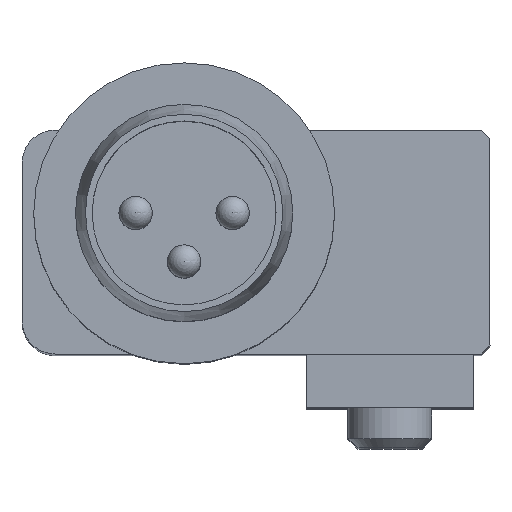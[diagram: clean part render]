
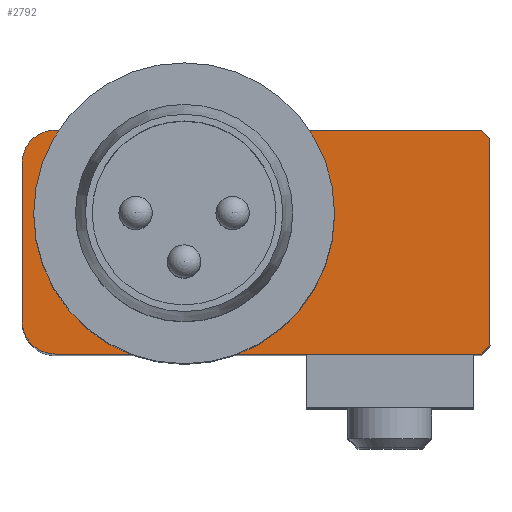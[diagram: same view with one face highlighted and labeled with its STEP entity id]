
A CAD part, top view. The second image highlights one B-rep face of the part: STEP entity #2792.
In plain terms, the highlighted planar face has unit normal (0, 0, 1).
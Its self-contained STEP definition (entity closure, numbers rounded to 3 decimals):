
#163=LINE('',#4478,#363);
#214=LINE('',#4673,#414);
#220=LINE('',#4684,#420);
#233=LINE('',#4713,#433);
#234=LINE('',#4728,#434);
#237=LINE('',#4736,#437);
#240=LINE('',#4744,#440);
#242=LINE('',#4748,#442);
#244=LINE('',#4752,#444);
#246=LINE('',#4755,#446);
#247=LINE('',#4758,#447);
#249=LINE('',#4762,#449);
#251=LINE('',#4766,#451);
#253=LINE('',#4769,#453);
#363=VECTOR('',#3580,6.7);
#414=VECTOR('',#3733,0.354);
#420=VECTOR('',#3741,6.2);
#433=VECTOR('',#3762,0.354);
#434=VECTOR('',#3781,12.75);
#437=VECTOR('',#3790,4.7);
#440=VECTOR('',#3799,1.15);
#442=VECTOR('',#3803,2.1);
#444=VECTOR('',#3807,0.65);
#446=VECTOR('',#3811,3.4);
#447=VECTOR('',#3814,3.4);
#449=VECTOR('',#3818,0.65);
#451=VECTOR('',#3822,2.1);
#453=VECTOR('',#3826,6.2);
#569=PLANE('',#3073);
#943=FACE_OUTER_BOUND('',#1161,.T.);
#1161=EDGE_LOOP('',(#2560,#2561,#2562,#2563,#2564,#2565,#2566,#2567,#2568,
#2569,#2570,#2571,#2572,#2573,#2574,#2575));
#1281=CIRCLE('',#3061,1.);
#1282=CIRCLE('',#3064,1.);
#1434=VERTEX_POINT('',#4475);
#1435=VERTEX_POINT('',#4477);
#1491=VERTEX_POINT('',#4671);
#1492=VERTEX_POINT('',#4672);
#1496=VERTEX_POINT('',#4682);
#1508=VERTEX_POINT('',#4711);
#1513=VERTEX_POINT('',#4727);
#1514=VERTEX_POINT('',#4731);
#1515=VERTEX_POINT('',#4735);
#1516=VERTEX_POINT('',#4739);
#1517=VERTEX_POINT('',#4743);
#1518=VERTEX_POINT('',#4747);
#1519=VERTEX_POINT('',#4751);
#1520=VERTEX_POINT('',#4757);
#1521=VERTEX_POINT('',#4761);
#1522=VERTEX_POINT('',#4765);
#1751=EDGE_CURVE('',#1434,#1435,#163,.T.);
#1828=EDGE_CURVE('',#1491,#1492,#214,.T.);
#1834=EDGE_CURVE('',#1491,#1496,#220,.T.);
#1849=EDGE_CURVE('',#1508,#1496,#233,.T.);
#1854=EDGE_CURVE('',#1492,#1513,#234,.T.);
#1856=EDGE_CURVE('',#1513,#1514,#1281,.T.);
#1858=EDGE_CURVE('',#1514,#1515,#237,.T.);
#1860=EDGE_CURVE('',#1515,#1516,#1282,.T.);
#1862=EDGE_CURVE('',#1516,#1517,#240,.T.);
#1864=EDGE_CURVE('',#1517,#1518,#242,.T.);
#1866=EDGE_CURVE('',#1518,#1519,#244,.T.);
#1868=EDGE_CURVE('',#1519,#1434,#246,.T.);
#1869=EDGE_CURVE('',#1435,#1520,#247,.T.);
#1871=EDGE_CURVE('',#1520,#1521,#249,.T.);
#1873=EDGE_CURVE('',#1521,#1522,#251,.T.);
#1875=EDGE_CURVE('',#1508,#1522,#253,.T.);
#2560=ORIENTED_EDGE('',*,*,#1828,.F.);
#2561=ORIENTED_EDGE('',*,*,#1834,.T.);
#2562=ORIENTED_EDGE('',*,*,#1849,.F.);
#2563=ORIENTED_EDGE('',*,*,#1875,.T.);
#2564=ORIENTED_EDGE('',*,*,#1873,.F.);
#2565=ORIENTED_EDGE('',*,*,#1871,.F.);
#2566=ORIENTED_EDGE('',*,*,#1869,.F.);
#2567=ORIENTED_EDGE('',*,*,#1751,.F.);
#2568=ORIENTED_EDGE('',*,*,#1868,.F.);
#2569=ORIENTED_EDGE('',*,*,#1866,.F.);
#2570=ORIENTED_EDGE('',*,*,#1864,.F.);
#2571=ORIENTED_EDGE('',*,*,#1862,.F.);
#2572=ORIENTED_EDGE('',*,*,#1860,.F.);
#2573=ORIENTED_EDGE('',*,*,#1858,.F.);
#2574=ORIENTED_EDGE('',*,*,#1856,.F.);
#2575=ORIENTED_EDGE('',*,*,#1854,.F.);
#2792=ADVANCED_FACE('',(#943),#569,.T.);
#3061=AXIS2_PLACEMENT_3D('',#4732,#3785,#3786);
#3064=AXIS2_PLACEMENT_3D('',#4740,#3794,#3795);
#3073=AXIS2_PLACEMENT_3D('',#4770,#3827,#3828);
#3580=DIRECTION('',(1.,0.,0.));
#3733=DIRECTION('',(-0.707,-0.707,0.));
#3741=DIRECTION('',(0.,1.,0.));
#3762=DIRECTION('',(0.707,-0.707,0.));
#3781=DIRECTION('',(-1.,0.,0.));
#3785=DIRECTION('center_axis',(0.,0.,
-1.));
#3786=DIRECTION('ref_axis',(1.,0.,0.));
#3790=DIRECTION('',(0.,1.,0.));
#3794=DIRECTION('center_axis',(0.,0.,
-1.));
#3795=DIRECTION('ref_axis',(0.,-1.,0.));
#3799=DIRECTION('',(1.,0.,0.));
#3803=DIRECTION('',(0.,-1.,0.));
#3807=DIRECTION('',(-1.,0.,0.));
#3811=DIRECTION('',(0.,-1.,0.));
#3814=DIRECTION('',(0.,1.,0.));
#3818=DIRECTION('',(-1.,0.,0.));
#3822=DIRECTION('',(0.,1.,0.));
#3826=DIRECTION('',(-1.,0.,0.));
#3827=DIRECTION('center_axis',(0.,0.,
1.));
#3828=DIRECTION('ref_axis',(0.901,-0.434,0.));
#4475=CARTESIAN_POINT('',(1.5,1.2,30.));
#4477=CARTESIAN_POINT('',(8.2,1.2,30.));
#4478=CARTESIAN_POINT('',(1.5,1.2,30.));
#4671=CARTESIAN_POINT('',(14.,0.25,30.));
#4672=CARTESIAN_POINT('',(13.75,0.,30.));
#4673=CARTESIAN_POINT('',(15.051,1.301,30.));
#4682=CARTESIAN_POINT('',(14.,6.45,30.));
#4684=CARTESIAN_POINT('',(14.,4.912,30.));
#4711=CARTESIAN_POINT('',(13.75,6.7,30.));
#4713=CARTESIAN_POINT('',(15.165,5.285,30.));
#4727=CARTESIAN_POINT('',(1.,0.,30.));
#4728=CARTESIAN_POINT('',(14.579,0.,30.));
#4731=CARTESIAN_POINT('',(0.,1.,30.));
#4732=CARTESIAN_POINT('Origin',(1.,1.,30.));
#4735=CARTESIAN_POINT('',(0.,5.7,30.));
#4736=CARTESIAN_POINT('',(0.,1.,30.));
#4739=CARTESIAN_POINT('',(1.,6.7,30.));
#4740=CARTESIAN_POINT('Origin',(1.,5.7,30.));
#4743=CARTESIAN_POINT('',(2.15,6.7,30.));
#4744=CARTESIAN_POINT('',(1.,6.7,30.));
#4747=CARTESIAN_POINT('',(2.15,4.6,30.));
#4748=CARTESIAN_POINT('',(2.15,6.7,30.));
#4751=CARTESIAN_POINT('',(1.5,4.6,30.));
#4752=CARTESIAN_POINT('',(2.15,4.6,30.));
#4755=CARTESIAN_POINT('',(1.5,4.6,30.));
#4757=CARTESIAN_POINT('',(8.2,4.6,30.));
#4758=CARTESIAN_POINT('',(8.2,1.2,30.));
#4761=CARTESIAN_POINT('',(7.55,4.6,30.));
#4762=CARTESIAN_POINT('',(8.2,4.6,30.));
#4765=CARTESIAN_POINT('',(7.55,6.7,30.));
#4766=CARTESIAN_POINT('',(7.55,4.6,30.));
#4769=CARTESIAN_POINT('',(12.698,6.7,30.));
#4770=CARTESIAN_POINT('Origin',(15.582,3.123,30.));
